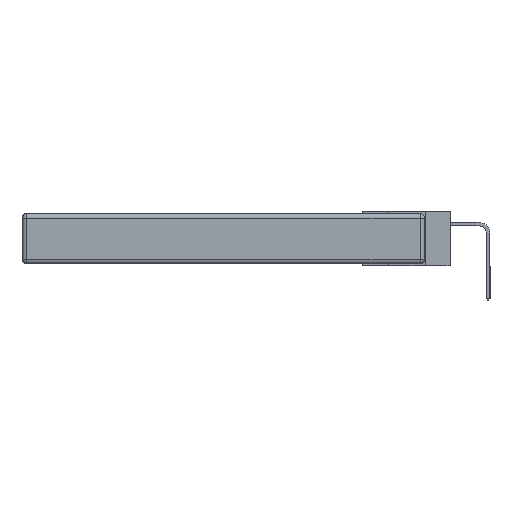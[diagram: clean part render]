
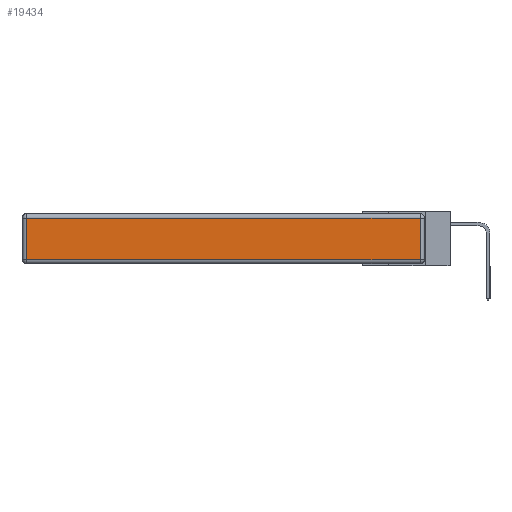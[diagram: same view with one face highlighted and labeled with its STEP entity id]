
A CAD part, left-side view. The second image highlights one B-rep face of the part: STEP entity #19434.
In plain terms, the highlighted planar face has unit normal (-1, 0, 0).
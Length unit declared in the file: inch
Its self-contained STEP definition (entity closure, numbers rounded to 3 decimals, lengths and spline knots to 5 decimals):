
#1404 = DIRECTION ( 'NONE',  ( -1., 0., 0. ) ) ;
#1493 = CARTESIAN_POINT ( 'NONE',  ( 0., 0., -0.343 ) ) ;
#2125 = ORIENTED_EDGE ( 'NONE', *, *, #4818, .T. ) ;
#3661 = VECTOR ( 'NONE', #17733, 39.37008 ) ;
#3690 = DIRECTION ( 'NONE',  ( 0., 0., 1. ) ) ;
#4818 = EDGE_CURVE ( 'NONE', #14279, #17640, #19964, .T. ) ;
#6351 = ORIENTED_EDGE ( 'NONE', *, *, #16009, .T. ) ;
#8996 = CARTESIAN_POINT ( 'NONE',  ( 0., 0.03, -0.313 ) ) ;
#9902 = CARTESIAN_POINT ( 'NONE',  ( 0., 0.03, -0.03 ) ) ;
#10356 = AXIS2_PLACEMENT_3D ( 'NONE', #1493, #1404, #3690 ) ;
#11153 = CARTESIAN_POINT ( 'NONE',  ( 0., 2.72, -0.03 ) ) ;
#11754 = ORIENTED_EDGE ( 'NONE', *, *, #24641, .T. ) ;
#11786 = LINE ( 'NONE', #18726, #18331 ) ;
#11918 = CARTESIAN_POINT ( 'NONE',  ( 0., 0.03, -0.343 ) ) ;
#11956 = FACE_OUTER_BOUND ( 'NONE', #12250, .T. ) ;
#12250 = EDGE_LOOP ( 'NONE', ( #6351, #11754, #2125, #19296 ) ) ;
#12613 = DIRECTION ( 'NONE',  ( 0., -1., 0. ) ) ;
#13044 = CARTESIAN_POINT ( 'NONE',  ( 0., 2.75, -0.03 ) ) ;
#13198 = PLANE ( 'NONE',  #10356 ) ;
#13792 = EDGE_CURVE ( 'NONE', #17640, #18631, #11786, .T. ) ;
#13843 = LINE ( 'NONE', #14616, #17247 ) ;
#14279 = VERTEX_POINT ( 'NONE', #9902 ) ;
#14616 = CARTESIAN_POINT ( 'NONE',  ( 0., 0., -0.313 ) ) ;
#14803 = LINE ( 'NONE', #11918, #3661 ) ;
#16009 = EDGE_CURVE ( 'NONE', #18631, #17594, #13843, .T. ) ;
#16784 = DIRECTION ( 'NONE',  ( 0., 1., 0. ) ) ;
#16828 = DIRECTION ( 'NONE',  ( 0., 0., -1. ) ) ;
#17247 = VECTOR ( 'NONE', #12613, 39.37008 ) ;
#17594 = VERTEX_POINT ( 'NONE', #8996 ) ;
#17640 = VERTEX_POINT ( 'NONE', #11153 ) ;
#17733 = DIRECTION ( 'NONE',  ( 0., 0., 1. ) ) ;
#17813 = VECTOR ( 'NONE', #16784, 39.37008 ) ;
#18331 = VECTOR ( 'NONE', #16828, 39.37008 ) ;
#18631 = VERTEX_POINT ( 'NONE', #20021 ) ;
#18726 = CARTESIAN_POINT ( 'NONE',  ( 0., 2.72, -0.343 ) ) ;
#19296 = ORIENTED_EDGE ( 'NONE', *, *, #13792, .T. ) ;
#19434 = ADVANCED_FACE ( 'NONE', ( #11956 ), #13198, .T. ) ;
#19964 = LINE ( 'NONE', #13044, #17813 ) ;
#20021 = CARTESIAN_POINT ( 'NONE',  ( 0., 2.72, -0.313 ) ) ;
#24641 = EDGE_CURVE ( 'NONE', #17594, #14279, #14803, .T. ) ;
